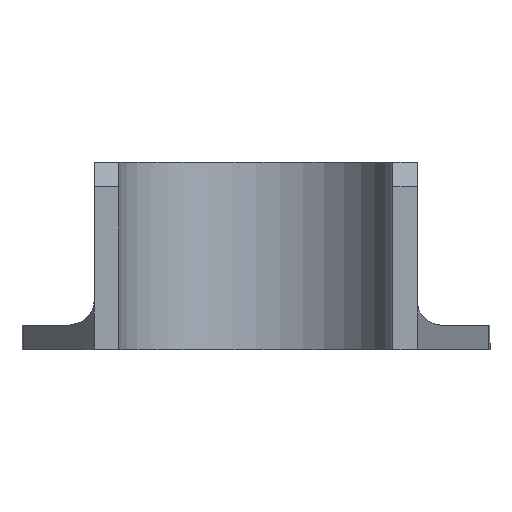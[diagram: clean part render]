
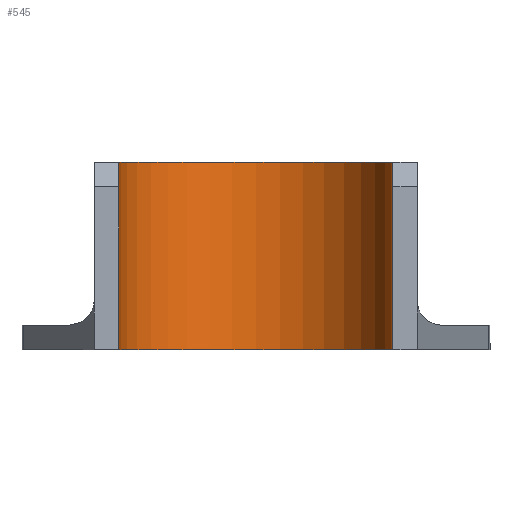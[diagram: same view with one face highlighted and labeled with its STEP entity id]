
A CAD part, left-side view. The second image highlights one B-rep face of the part: STEP entity #545.
In plain terms, the highlighted cylindrical face has radius 11.25 mm (diameter 22.5 mm), a partial arc.
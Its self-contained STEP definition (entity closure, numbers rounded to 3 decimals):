
#34=CYLINDRICAL_SURFACE('',#621,11.25);
#37=CIRCLE('',#577,11.25);
#59=CIRCLE('',#622,11.25);
#84=FACE_OUTER_BOUND('',#113,.T.);
#113=EDGE_LOOP('',(#438,#439,#440,#441));
#160=LINE('',#955,#204);
#162=LINE('',#960,#206);
#204=VECTOR('',#764,10.);
#206=VECTOR('',#770,10.);
#218=VERTEX_POINT('',#807);
#219=VERTEX_POINT('',#809);
#256=VERTEX_POINT('',#954);
#257=VERTEX_POINT('',#958);
#267=EDGE_CURVE('',#219,#218,#37,.T.);
#323=EDGE_CURVE('',#256,#219,#160,.T.);
#325=EDGE_CURVE('',#257,#256,#59,.T.);
#326=EDGE_CURVE('',#257,#218,#162,.T.);
#438=ORIENTED_EDGE('',*,*,#325,.T.);
#439=ORIENTED_EDGE('',*,*,#323,.T.);
#440=ORIENTED_EDGE('',*,*,#267,.T.);
#441=ORIENTED_EDGE('',*,*,#326,.F.);
#545=ADVANCED_FACE('',(#84),#34,.F.);
#577=AXIS2_PLACEMENT_3D('',#810,#646,#647);
#621=AXIS2_PLACEMENT_3D('',#957,#766,#767);
#622=AXIS2_PLACEMENT_3D('',#959,#768,#769);
#646=DIRECTION('center_axis',(0.,0.,
1.));
#647=DIRECTION('ref_axis',(0.,1.,0.));
#764=DIRECTION('',(0.,0.,1.));
#766=DIRECTION('center_axis',(0.,0.,
1.));
#767=DIRECTION('ref_axis',(0.,1.,0.));
#768=DIRECTION('center_axis',(0.,0.,
-1.));
#769=DIRECTION('ref_axis',(0.,1.,0.));
#770=DIRECTION('',(0.,0.,1.));
#807=CARTESIAN_POINT('',(3.502,11.501,15.35));
#809=CARTESIAN_POINT('',(3.499,-10.999,15.35));
#810=CARTESIAN_POINT('Origin',(3.5,0.251,15.35));
#954=CARTESIAN_POINT('',(3.499,-10.999,0.));
#955=CARTESIAN_POINT('',(3.499,-10.999,0.));
#957=CARTESIAN_POINT('Origin',(3.5,0.251,0.));
#958=CARTESIAN_POINT('',(3.502,11.501,0.));
#959=CARTESIAN_POINT('Origin',(3.5,0.251,0.));
#960=CARTESIAN_POINT('',(3.502,11.501,0.));
